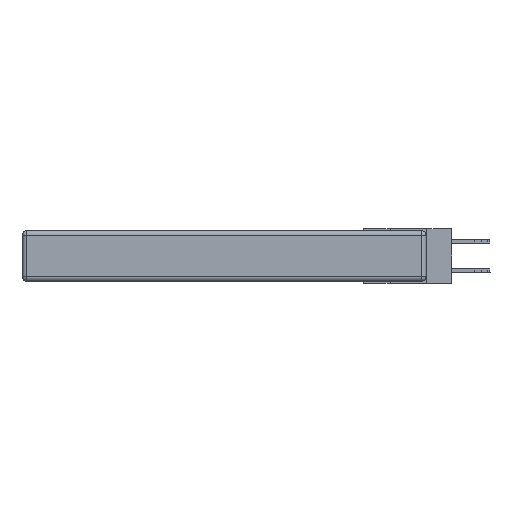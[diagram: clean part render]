
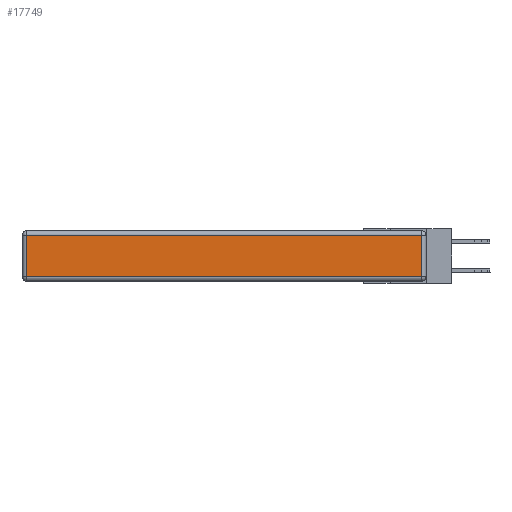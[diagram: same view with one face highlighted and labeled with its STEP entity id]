
A CAD part, left-side view. The second image highlights one B-rep face of the part: STEP entity #17749.
In plain terms, the highlighted planar face has unit normal (-1, 0, 0).
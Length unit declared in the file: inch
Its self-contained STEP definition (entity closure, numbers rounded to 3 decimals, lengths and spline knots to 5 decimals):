
#95 = LINE ( 'NONE', #3498, #8766 ) ;
#1012 = CARTESIAN_POINT ( 'NONE',  ( 0., 0., -0.343 ) ) ;
#1917 = ORIENTED_EDGE ( 'NONE', *, *, #18612, .T. ) ;
#2116 = VERTEX_POINT ( 'NONE', #9157 ) ;
#2250 = CARTESIAN_POINT ( 'NONE',  ( 0., 2.72, -0.313 ) ) ;
#3498 = CARTESIAN_POINT ( 'NONE',  ( 0., 0.03, -0.343 ) ) ;
#4166 = DIRECTION ( 'NONE',  ( 0., 0., 1. ) ) ;
#4329 = DIRECTION ( 'NONE',  ( 0., 1., 0. ) ) ;
#4353 = LINE ( 'NONE', #11411, #4600 ) ;
#4600 = VECTOR ( 'NONE', #19116, 39.37008 ) ;
#4604 = EDGE_CURVE ( 'NONE', #2116, #11339, #95, .T. ) ;
#5427 = DIRECTION ( 'NONE',  ( -1., 0., 0. ) ) ;
#5749 = VERTEX_POINT ( 'NONE', #2250 ) ;
#7261 = FACE_OUTER_BOUND ( 'NONE', #7958, .T. ) ;
#7521 = VECTOR ( 'NONE', #19286, 39.37008 ) ;
#7529 = CARTESIAN_POINT ( 'NONE',  ( 0., 2.75, -0.03 ) ) ;
#7958 = EDGE_LOOP ( 'NONE', ( #18325, #17041, #1917, #17711 ) ) ;
#8001 = LINE ( 'NONE', #16040, #7521 ) ;
#8048 = EDGE_CURVE ( 'NONE', #17732, #5749, #8001, .T. ) ;
#8186 = VECTOR ( 'NONE', #4329, 39.37008 ) ;
#8616 = DIRECTION ( 'NONE',  ( 0., 0., 1. ) ) ;
#8766 = VECTOR ( 'NONE', #4166, 39.37008 ) ;
#9124 = CARTESIAN_POINT ( 'NONE',  ( 0., 0.03, -0.03 ) ) ;
#9157 = CARTESIAN_POINT ( 'NONE',  ( 0., 0.03, -0.313 ) ) ;
#10225 = EDGE_CURVE ( 'NONE', #5749, #2116, #4353, .T. ) ;
#11339 = VERTEX_POINT ( 'NONE', #9124 ) ;
#11411 = CARTESIAN_POINT ( 'NONE',  ( 0., 0., -0.313 ) ) ;
#12977 = PLANE ( 'NONE',  #18613 ) ;
#14783 = CARTESIAN_POINT ( 'NONE',  ( 0., 2.72, -0.03 ) ) ;
#16040 = CARTESIAN_POINT ( 'NONE',  ( 0., 2.72, -0.343 ) ) ;
#17041 = ORIENTED_EDGE ( 'NONE', *, *, #4604, .T. ) ;
#17711 = ORIENTED_EDGE ( 'NONE', *, *, #8048, .T. ) ;
#17732 = VERTEX_POINT ( 'NONE', #14783 ) ;
#17749 = ADVANCED_FACE ( 'NONE', ( #7261 ), #12977, .T. ) ;
#18247 = LINE ( 'NONE', #7529, #8186 ) ;
#18325 = ORIENTED_EDGE ( 'NONE', *, *, #10225, .T. ) ;
#18612 = EDGE_CURVE ( 'NONE', #11339, #17732, #18247, .T. ) ;
#18613 = AXIS2_PLACEMENT_3D ( 'NONE', #1012, #5427, #8616 ) ;
#19116 = DIRECTION ( 'NONE',  ( 0., -1., 0. ) ) ;
#19286 = DIRECTION ( 'NONE',  ( 0., 0., -1. ) ) ;
